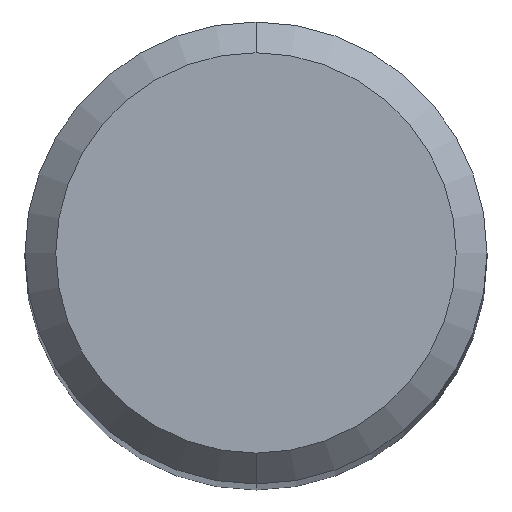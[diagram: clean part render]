
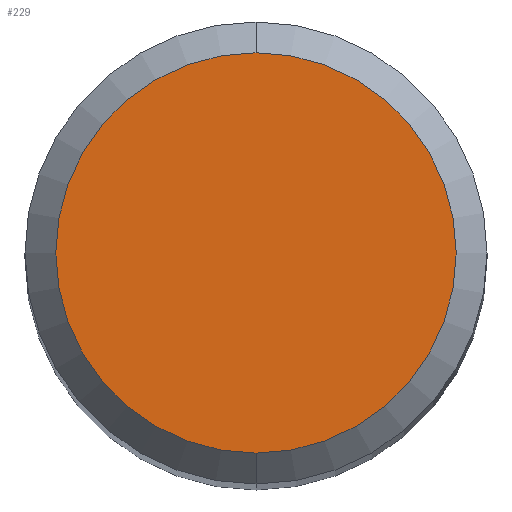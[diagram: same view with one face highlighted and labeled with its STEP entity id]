
A CAD part, top view. The second image highlights one B-rep face of the part: STEP entity #229.
In plain terms, the highlighted planar face has unit normal (0, 0, 1).
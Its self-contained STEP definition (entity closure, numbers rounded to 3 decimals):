
#121=EDGE_CURVE('',#177,#131,#273,.T.);
#131=VERTEX_POINT('',#285);
#177=VERTEX_POINT('',#338);
#199=EDGE_CURVE('',#131,#177,#364,.T.);
#229=ADVANCED_FACE('',(#396),#397,.T.);
#273=CIRCLE('',#440,2.6);
#285=CARTESIAN_POINT('',(0.,-2.6,0.0));
#338=CARTESIAN_POINT('',(0.0,2.6,0.0));
#364=CIRCLE('',#552,2.6);
#396=FACE_OUTER_BOUND('',#598,.T.);
#397=PLANE('',#599);
#440=AXIS2_PLACEMENT_3D('',#626,#627,#628);
#552=AXIS2_PLACEMENT_3D('',#758,#759,#760);
#598=EDGE_LOOP('',(#788,#789));
#599=AXIS2_PLACEMENT_3D('',#790,#791,#792);
#626=CARTESIAN_POINT('',(0.0,0.0,0.0));
#627=DIRECTION('',(0.0,0.0,-1.0));
#628=DIRECTION('',(0.0,1.0,0.0));
#758=CARTESIAN_POINT('',(0.0,0.0,0.0));
#759=DIRECTION('',(0.0,0.0,-1.0));
#760=DIRECTION('',(0.0,1.0,0.0));
#788=ORIENTED_EDGE('',*,*,#121,.F.);
#789=ORIENTED_EDGE('',*,*,#199,.F.);
#790=CARTESIAN_POINT('',(0.0,1.3,0.0));
#791=DIRECTION('',(-0.0,0.0,1.0));
#792=DIRECTION('',(0.0,-1.0,0.0));
